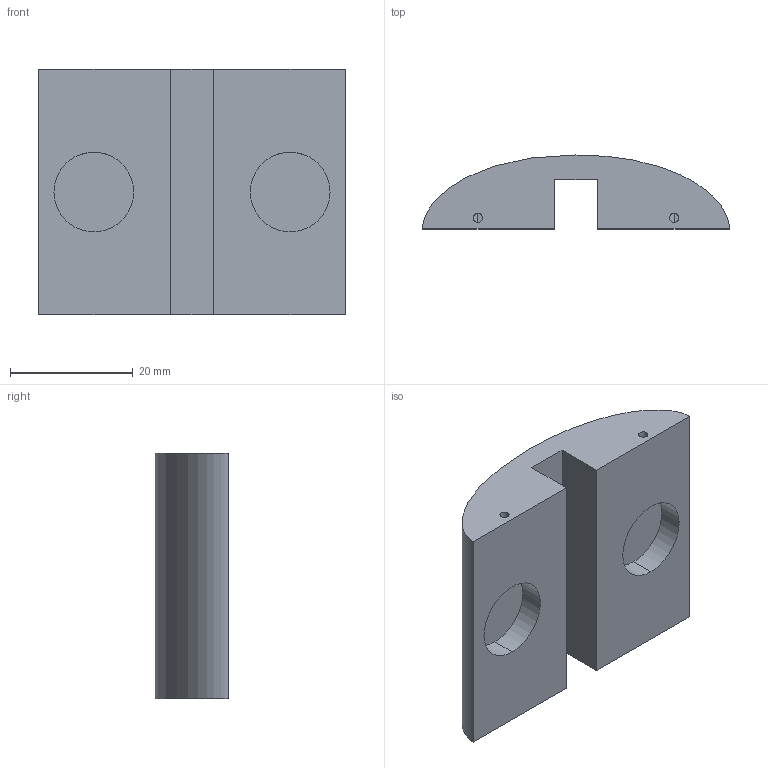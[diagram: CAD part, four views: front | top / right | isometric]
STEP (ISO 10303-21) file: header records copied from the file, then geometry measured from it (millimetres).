
FILE_DESCRIPTION (( 'STEP AP214' ), '1' );
FILE_NAME ('Gravité_Coussin bas.STEP', '2019-05-14T17:48:26', ( '' ), ( '' ), 'SwSTEP 2.0', 'SolidWorks 2018', '' );
FILE_SCHEMA (( 'AUTOMOTIVE_DESIGN' ));
Length unit declared in the file: millimetre
Products named in the file (1): Gravité_Coussin bas
Bounding box: 50 x 12 x 40 mm (x, y, z)
Volume: 15450.4 mm3; surface area: 6306.4 mm2
Topology: 1 solids, 1 shells, 19 faces, 51 edges, 34 vertices
Faces by surface type: plane 9, cylinder 8, bspline 2
Entity records: 695 total; most frequent: CARTESIAN_POINT 191, ORIENTED_EDGE 102, DIRECTION 87, EDGE_CURVE 51, VERTEX_POINT 34, AXIS2_PLACEMENT_3D 30, VECTOR 27, LINE 27
